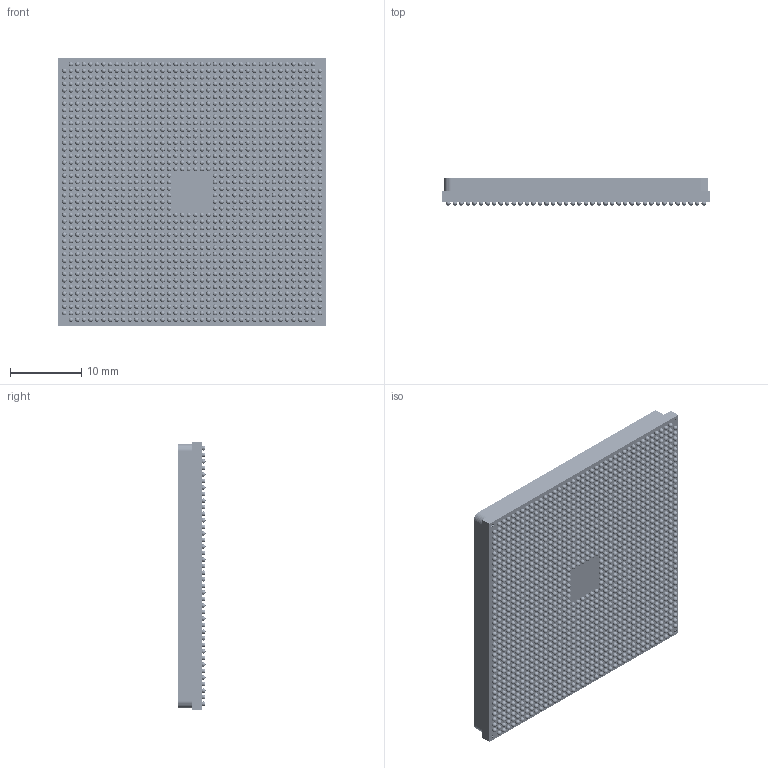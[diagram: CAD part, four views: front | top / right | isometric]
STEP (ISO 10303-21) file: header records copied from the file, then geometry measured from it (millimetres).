
FILE_DESCRIPTION((''),'2;1');
FILE_NAME('00_OBG0290_VC1702-VSVA1596_ASM','2021-11-09T',('Administrator'),(''),'PRO/ENGINEER BY PARAMETRIC TECHNOLOGY CORPORATION, 2017170','PRO/ENGINEER BY PARAMETRIC TECHNOLOGY CORPORATION, 2017170','');
FILE_SCHEMA(('CONFIG_CONTROL_DESIGN'));
Length unit declared in the file: millimetre
Products named in the file (8): SUBSTRATE_; ADHESIVE_; STIFENER_; LID; BGA; BGA_1; BGA_ASSY_ASM; 00_OBG0290_VC1702-VSVA1596_ASM
Assembly tree (1565 placements, depth 3):
  00_OBG0290_VC1702-VSVA1596_ASM
    SUBSTRATE_
    ADHESIVE_
    STIFENER_
    LID
    BGA_ASSY_ASM
      BGA  x780
      BGA_1  x780
Bounding box: 37.5 x 3.8 x 37.5 mm (x, y, z)
Volume: 3365.3 mm3; surface area: 8318.2 mm2
Topology: 1564 solids, 1564 shells, 3251 faces, 9705 edges, 3346 vertices
Faces by surface type: sphere 3120, plane 81, cylinder 46, bspline 4
Entity records: 24061 total; most frequent: DIRECTION 6965, CARTESIAN_POINT 4082, AXIS2_PLACEMENT_3D 3360, PRODUCT_DEFINITION_SHAPE 1573, ITEM_DEFINED_TRANSFORMATION 1565, CONTEXT_DEPENDENT_SHAPE_REPRESENTATION 1565, NEXT_ASSEMBLY_USAGE_OCCURRENCE 1565, ORIENTED_EDGE 690
